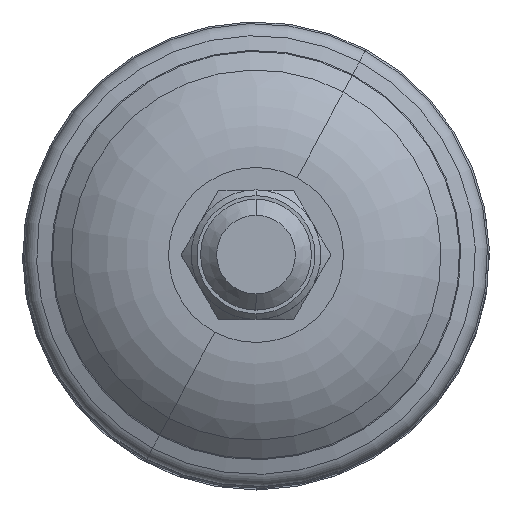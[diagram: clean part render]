
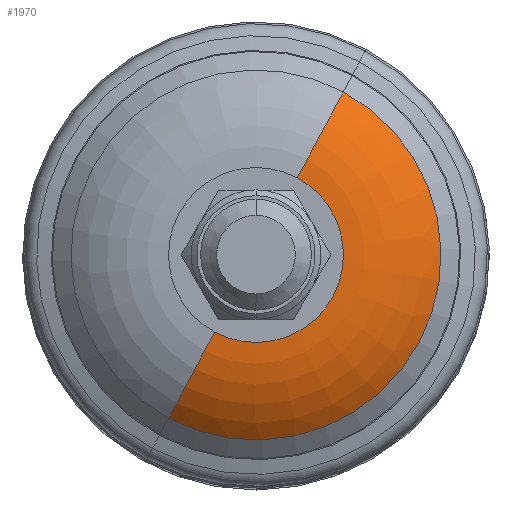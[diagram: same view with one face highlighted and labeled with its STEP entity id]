
A CAD part, top view. The second image highlights one B-rep face of the part: STEP entity #1970.
In plain terms, the highlighted toroidal (fillet/blend) face has major radius 14.996 mm and minor radius 25 mm.
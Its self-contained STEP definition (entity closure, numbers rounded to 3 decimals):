
#89 = VERTEX_POINT ( 'NONE', #2501 ) ;
#398 = EDGE_CURVE ( 'NONE', #2650, #2594, #3283, .T. ) ;
#529 = EDGE_CURVE ( 'NONE', #2002, #89, #1177, .T. ) ;
#707 = CARTESIAN_POINT ( 'NONE',  ( -7.083, -13.219, 176.7 ) ) ;
#813 = AXIS2_PLACEMENT_3D ( 'NONE', #851, #2394, #2037 ) ;
#851 = CARTESIAN_POINT ( 'NONE',  ( 7.083, 13.219, 151.7 ) ) ;
#861 = ORIENTED_EDGE ( 'NONE', *, *, #3189, .F. ) ;
#916 = DIRECTION ( 'NONE',  ( 0.472, 0.881, 0. ) ) ;
#974 = DIRECTION ( 'NONE',  ( 0.472, 0.881, 0. ) ) ;
#1025 = CARTESIAN_POINT ( 'NONE',  ( -14.983, -27.964, 170.279 ) ) ;
#1083 = AXIS2_PLACEMENT_3D ( 'NONE', #2969, #2901, #2602 ) ;
#1177 = CIRCLE ( 'NONE', #813, 25. ) ;
#1352 = ORIENTED_EDGE ( 'NONE', *, *, #3682, .T. ) ;
#1364 = DIRECTION ( 'NONE',  ( 0., 0., -1. ) ) ;
#1504 = DIRECTION ( 'NONE',  ( 0., 0., -1. ) ) ;
#1711 = CIRCLE ( 'NONE', #1083, 14.996 ) ;
#1803 = CARTESIAN_POINT ( 'NONE',  ( 7.083, 13.219, 176.7 ) ) ;
#1970 = ADVANCED_FACE ( 'NONE', ( #3555 ), #2327, .T. ) ;
#2002 = VERTEX_POINT ( 'NONE', #1803 ) ;
#2037 = DIRECTION ( 'NONE',  ( -0.472, -0.881, 0. ) ) ;
#2207 = CARTESIAN_POINT ( 'NONE',  ( 0., 0., 170.279 ) ) ;
#2327 = TOROIDAL_SURFACE ( 'NONE', #3035, 14.996, 25. ) ;
#2394 = DIRECTION ( 'NONE',  ( -0.881, 0.472, 0. ) ) ;
#2418 = CARTESIAN_POINT ( 'NONE',  ( -7.083, -13.219, 151.7 ) ) ;
#2452 = EDGE_LOOP ( 'NONE', ( #1352, #3056, #861, #2874 ) ) ;
#2501 = CARTESIAN_POINT ( 'NONE',  ( 14.983, 27.964, 170.279 ) ) ;
#2594 = VERTEX_POINT ( 'NONE', #1025 ) ;
#2602 = DIRECTION ( 'NONE',  ( 0.472, 0.881, 0. ) ) ;
#2649 = CARTESIAN_POINT ( 'NONE',  ( 0., 0., 151.7 ) ) ;
#2650 = VERTEX_POINT ( 'NONE', #707 ) ;
#2874 = ORIENTED_EDGE ( 'NONE', *, *, #529, .F. ) ;
#2901 = DIRECTION ( 'NONE',  ( 0., 0., -1. ) ) ;
#2969 = CARTESIAN_POINT ( 'NONE',  ( 0., 0., 176.7 ) ) ;
#3035 = AXIS2_PLACEMENT_3D ( 'NONE', #2649, #1504, #916 ) ;
#3056 = ORIENTED_EDGE ( 'NONE', *, *, #398, .T. ) ;
#3189 = EDGE_CURVE ( 'NONE', #89, #2594, #3550, .T. ) ;
#3283 = CIRCLE ( 'NONE', #3588, 25. ) ;
#3391 = DIRECTION ( 'NONE',  ( 0.472, 0.881, 0. ) ) ;
#3550 = CIRCLE ( 'NONE', #3605, 31.725 ) ;
#3555 = FACE_OUTER_BOUND ( 'NONE', #2452, .T. ) ;
#3576 = DIRECTION ( 'NONE',  ( 0.881, -0.472, 0. ) ) ;
#3588 = AXIS2_PLACEMENT_3D ( 'NONE', #2418, #3576, #974 ) ;
#3605 = AXIS2_PLACEMENT_3D ( 'NONE', #2207, #1364, #3391 ) ;
#3682 = EDGE_CURVE ( 'NONE', #2002, #2650, #1711, .T. ) ;
